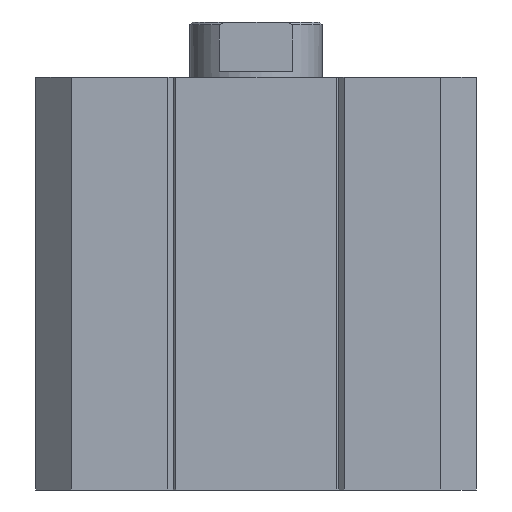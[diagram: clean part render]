
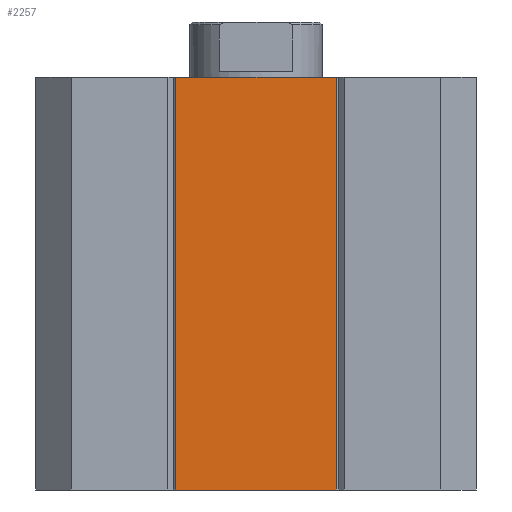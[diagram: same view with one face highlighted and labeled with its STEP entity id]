
A CAD part, left-side view. The second image highlights one B-rep face of the part: STEP entity #2257.
In plain terms, the highlighted planar face has unit normal (-1, 0, 0).
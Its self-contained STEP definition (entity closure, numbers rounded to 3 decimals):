
#136 = EDGE_CURVE ( 'NONE', #4172, #4328, #1184, .T. ) ;
#195 = CARTESIAN_POINT ( 'NONE',  ( -19.7, -7.3, -18.75 ) ) ;
#285 = FACE_OUTER_BOUND ( 'NONE', #1079, .T. ) ;
#520 = EDGE_CURVE ( 'NONE', #4328, #3216, #1598, .T. ) ;
#655 = VECTOR ( 'NONE', #3372, 1000. ) ;
#684 = VECTOR ( 'NONE', #3998, 1000. ) ;
#781 = CARTESIAN_POINT ( 'NONE',  ( -19.7, -7.3, 18.75 ) ) ;
#807 = LINE ( 'NONE', #195, #1507 ) ;
#841 = CARTESIAN_POINT ( 'NONE',  ( -19.7, -7.3, -18.75 ) ) ;
#897 = DIRECTION ( 'NONE',  ( 0., 1., 0. ) ) ;
#1079 = EDGE_LOOP ( 'NONE', ( #3279, #3223, #1229, #1423 ) ) ;
#1184 = LINE ( 'NONE', #3630, #1969 ) ;
#1229 = ORIENTED_EDGE ( 'NONE', *, *, #136, .F. ) ;
#1423 = ORIENTED_EDGE ( 'NONE', *, *, #3875, .T. ) ;
#1507 = VECTOR ( 'NONE', #3295, 1000. ) ;
#1598 = LINE ( 'NONE', #1601, #684 ) ;
#1601 = CARTESIAN_POINT ( 'NONE',  ( -19.7, 7.3, -18.75 ) ) ;
#1969 = VECTOR ( 'NONE', #897, 1000. ) ;
#2021 = VERTEX_POINT ( 'NONE', #781 ) ;
#2257 = ADVANCED_FACE ( 'NONE', ( #285 ), #3982, .F. ) ;
#2261 = DIRECTION ( 'NONE',  ( 0., 1., 0. ) ) ;
#2278 = CARTESIAN_POINT ( 'NONE',  ( -19.7, 7.3, -18.75 ) ) ;
#2319 = CARTESIAN_POINT ( 'NONE',  ( -19.7, 7.3, 18.75 ) ) ;
#2351 = EDGE_CURVE ( 'NONE', #2021, #3216, #4287, .T. ) ;
#2587 = AXIS2_PLACEMENT_3D ( 'NONE', #3962, #4310, #2261 ) ;
#2854 = CARTESIAN_POINT ( 'NONE',  ( -19.7, 7.3, 18.75 ) ) ;
#3216 = VERTEX_POINT ( 'NONE', #2854 ) ;
#3223 = ORIENTED_EDGE ( 'NONE', *, *, #520, .F. ) ;
#3279 = ORIENTED_EDGE ( 'NONE', *, *, #2351, .T. ) ;
#3295 = DIRECTION ( 'NONE',  ( 0., 0., 1. ) ) ;
#3372 = DIRECTION ( 'NONE',  ( 0., 1., 0. ) ) ;
#3630 = CARTESIAN_POINT ( 'NONE',  ( -19.7, 7.3, -18.75 ) ) ;
#3875 = EDGE_CURVE ( 'NONE', #4172, #2021, #807, .T. ) ;
#3962 = CARTESIAN_POINT ( 'NONE',  ( -19.7, 7.3, -18.75 ) ) ;
#3982 = PLANE ( 'NONE',  #2587 ) ;
#3998 = DIRECTION ( 'NONE',  ( 0., 0., 1. ) ) ;
#4172 = VERTEX_POINT ( 'NONE', #841 ) ;
#4287 = LINE ( 'NONE', #2319, #655 ) ;
#4310 = DIRECTION ( 'NONE',  ( 1., 0., 0. ) ) ;
#4328 = VERTEX_POINT ( 'NONE', #2278 ) ;
